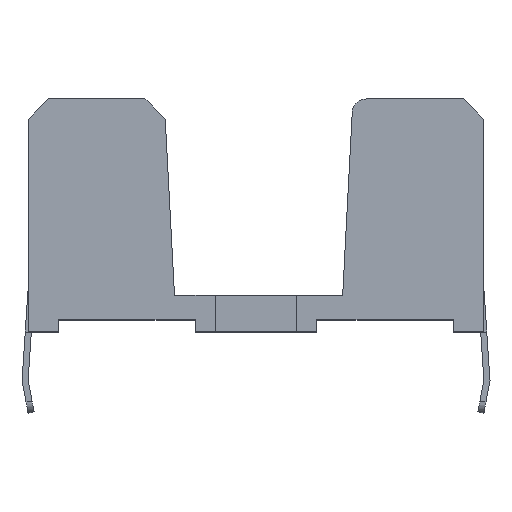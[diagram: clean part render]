
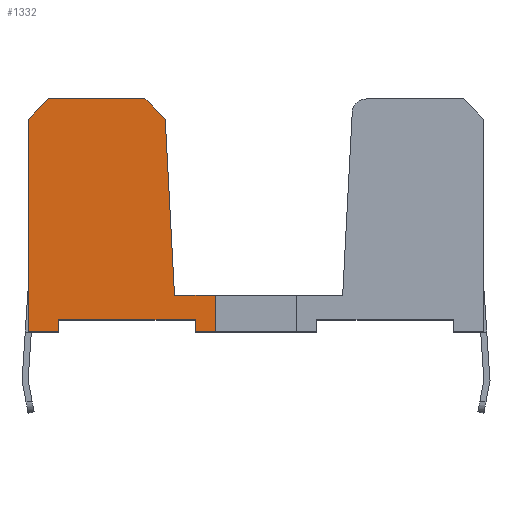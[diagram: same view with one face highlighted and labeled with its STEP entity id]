
A CAD part, top view. The second image highlights one B-rep face of the part: STEP entity #1332.
In plain terms, the highlighted free-form (B-spline) face has degree [1, 1] with [2, 2] control points.
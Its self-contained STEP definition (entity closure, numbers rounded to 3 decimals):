
#1332 = ADVANCED_FACE('',(#1333),#1431,.T.);
#1333 = FACE_BOUND('',#1334,.T.);
#1334 = EDGE_LOOP('',(#1335,#1345,#1353,#1361,#1369,#1377,#1385,#1393,
    #1401,#1409,#1417,#1425));
#1335 = ORIENTED_EDGE('',*,*,#1336,.T.);
#1336 = EDGE_CURVE('',#1337,#1339,#1341,.T.);
#1337 = VERTEX_POINT('',#1338);
#1338 = CARTESIAN_POINT('',(-2.,0.,4.8));
#1339 = VERTEX_POINT('',#1340);
#1340 = CARTESIAN_POINT('',(-2.,1.8,4.8));
#1341 = LINE('',#1342,#1343);
#1342 = CARTESIAN_POINT('',(-2.,0.,4.8));
#1343 = VECTOR('',#1344,1.);
#1344 = DIRECTION('',(0.,1.,0.));
#1345 = ORIENTED_EDGE('',*,*,#1346,.T.);
#1346 = EDGE_CURVE('',#1339,#1347,#1349,.T.);
#1347 = VERTEX_POINT('',#1348);
#1348 = CARTESIAN_POINT('',(-4.024,1.8,4.8));
#1349 = LINE('',#1350,#1351);
#1350 = CARTESIAN_POINT('',(-2.,1.8,4.8));
#1351 = VECTOR('',#1352,1.);
#1352 = DIRECTION('',(-1.,0.,0.));
#1353 = ORIENTED_EDGE('',*,*,#1354,.T.);
#1354 = EDGE_CURVE('',#1347,#1355,#1357,.T.);
#1355 = VERTEX_POINT('',#1356);
#1356 = CARTESIAN_POINT('',(-4.48,10.5,4.8));
#1357 = LINE('',#1358,#1359);
#1358 = CARTESIAN_POINT('',(-4.024,1.8,4.8));
#1359 = VECTOR('',#1360,1.);
#1360 = DIRECTION('',(-0.052,0.999,0.));
#1361 = ORIENTED_EDGE('',*,*,#1362,.T.);
#1362 = EDGE_CURVE('',#1355,#1363,#1365,.T.);
#1363 = VERTEX_POINT('',#1364);
#1364 = CARTESIAN_POINT('',(-5.48,11.5,4.8));
#1365 = LINE('',#1366,#1367);
#1366 = CARTESIAN_POINT('',(-4.48,10.5,4.8));
#1367 = VECTOR('',#1368,1.);
#1368 = DIRECTION('',(-0.707,0.707,0.));
#1369 = ORIENTED_EDGE('',*,*,#1370,.T.);
#1370 = EDGE_CURVE('',#1363,#1371,#1373,.T.);
#1371 = VERTEX_POINT('',#1372);
#1372 = CARTESIAN_POINT('',(-10.256,11.5,4.8));
#1373 = LINE('',#1374,#1375);
#1374 = CARTESIAN_POINT('',(-5.48,11.5,4.8));
#1375 = VECTOR('',#1376,1.);
#1376 = DIRECTION('',(-1.,0.,0.));
#1377 = ORIENTED_EDGE('',*,*,#1378,.T.);
#1378 = EDGE_CURVE('',#1371,#1379,#1381,.T.);
#1379 = VERTEX_POINT('',#1380);
#1380 = CARTESIAN_POINT('',(-11.25,10.506,4.8));
#1381 = LINE('',#1382,#1383);
#1382 = CARTESIAN_POINT('',(-10.256,11.5,4.8));
#1383 = VECTOR('',#1384,1.);
#1384 = DIRECTION('',(-0.707,-0.707,0.));
#1385 = ORIENTED_EDGE('',*,*,#1386,.T.);
#1386 = EDGE_CURVE('',#1379,#1387,#1389,.T.);
#1387 = VERTEX_POINT('',#1388);
#1388 = CARTESIAN_POINT('',(-11.25,0.,4.8));
#1389 = LINE('',#1390,#1391);
#1390 = CARTESIAN_POINT('',(-11.25,10.506,4.8));
#1391 = VECTOR('',#1392,1.);
#1392 = DIRECTION('',(0.,-1.,0.));
#1393 = ORIENTED_EDGE('',*,*,#1394,.T.);
#1394 = EDGE_CURVE('',#1387,#1395,#1397,.T.);
#1395 = VERTEX_POINT('',#1396);
#1396 = CARTESIAN_POINT('',(-9.75,0.,4.8));
#1397 = LINE('',#1398,#1399);
#1398 = CARTESIAN_POINT('',(-11.25,0.,4.8));
#1399 = VECTOR('',#1400,1.);
#1400 = DIRECTION('',(1.,0.,0.));
#1401 = ORIENTED_EDGE('',*,*,#1402,.T.);
#1402 = EDGE_CURVE('',#1395,#1403,#1405,.T.);
#1403 = VERTEX_POINT('',#1404);
#1404 = CARTESIAN_POINT('',(-9.75,0.6,4.8));
#1405 = LINE('',#1406,#1407);
#1406 = CARTESIAN_POINT('',(-9.75,0.,4.8));
#1407 = VECTOR('',#1408,1.);
#1408 = DIRECTION('',(0.,1.,0.));
#1409 = ORIENTED_EDGE('',*,*,#1410,.T.);
#1410 = EDGE_CURVE('',#1403,#1411,#1413,.T.);
#1411 = VERTEX_POINT('',#1412);
#1412 = CARTESIAN_POINT('',(-3.,0.6,4.8));
#1413 = LINE('',#1414,#1415);
#1414 = CARTESIAN_POINT('',(-9.75,0.6,4.8));
#1415 = VECTOR('',#1416,1.);
#1416 = DIRECTION('',(1.,0.,0.));
#1417 = ORIENTED_EDGE('',*,*,#1418,.T.);
#1418 = EDGE_CURVE('',#1411,#1419,#1421,.T.);
#1419 = VERTEX_POINT('',#1420);
#1420 = CARTESIAN_POINT('',(-3.,0.,4.8));
#1421 = LINE('',#1422,#1423);
#1422 = CARTESIAN_POINT('',(-3.,0.6,4.8));
#1423 = VECTOR('',#1424,1.);
#1424 = DIRECTION('',(0.,-1.,0.));
#1425 = ORIENTED_EDGE('',*,*,#1426,.T.);
#1426 = EDGE_CURVE('',#1419,#1337,#1427,.T.);
#1427 = LINE('',#1428,#1429);
#1428 = CARTESIAN_POINT('',(-3.,0.,4.8));
#1429 = VECTOR('',#1430,1.);
#1430 = DIRECTION('',(1.,0.,0.));
#1431 = B_SPLINE_SURFACE_WITH_KNOTS('',1,1,(
    (#1432,#1433)
    ,(#1434,#1435
  )),.UNSPECIFIED.,.F.,.F.,.F.,(2,2),(2,2),(-0.45,22.95),(-0.23,11.73),
  .PIECEWISE_BEZIER_KNOTS.);
#1432 = CARTESIAN_POINT('',(11.7,11.73,4.8));
#1433 = CARTESIAN_POINT('',(11.7,-0.23,4.8));
#1434 = CARTESIAN_POINT('',(-11.7,11.73,4.8));
#1435 = CARTESIAN_POINT('',(-11.7,-0.23,4.8));
